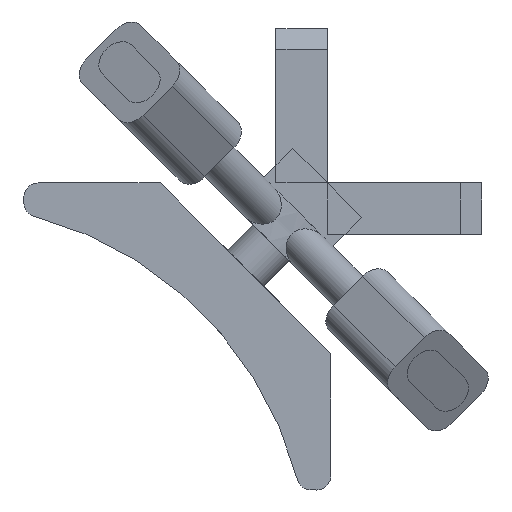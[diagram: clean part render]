
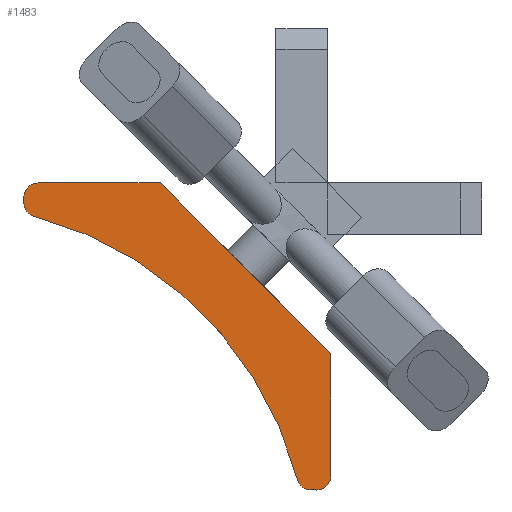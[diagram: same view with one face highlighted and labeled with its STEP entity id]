
A CAD part, left-side view. The second image highlights one B-rep face of the part: STEP entity #1483.
In plain terms, the highlighted planar face has unit normal (-1, 0, 0).
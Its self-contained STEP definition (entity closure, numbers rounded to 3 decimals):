
#1388 = EDGE_CURVE('',#1389,#1391,#1393,.T.);
#1389 = VERTEX_POINT('',#1390);
#1390 = CARTESIAN_POINT('',(-6.,-18.08,22.447));
#1391 = VERTEX_POINT('',#1392);
#1392 = CARTESIAN_POINT('',(-6.,18.08,22.447));
#1393 = CIRCLE('',#1394,36.);
#1394 = AXIS2_PLACEMENT_3D('',#1395,#1396,#1397);
#1395 = CARTESIAN_POINT('',(-6.,0.,53.578));
#1396 = DIRECTION('',(1.,0.,0.));
#1397 = DIRECTION('',(0.,1.,0.));
#1483 = ADVANCED_FACE('',(#1484),#1561,.F.);
#1484 = FACE_BOUND('',#1485,.F.);
#1485 = EDGE_LOOP('',(#1486,#1487,#1496,#1504,#1513,#1521,#1529,#1537,
    #1546,#1554));
#1486 = ORIENTED_EDGE('',*,*,#1388,.F.);
#1487 = ORIENTED_EDGE('',*,*,#1488,.T.);
#1488 = EDGE_CURVE('',#1389,#1489,#1491,.T.);
#1489 = VERTEX_POINT('',#1490);
#1490 = CARTESIAN_POINT('',(-6.,-19.773,22.227));
#1491 = CIRCLE('',#1492,1.4);
#1492 = AXIS2_PLACEMENT_3D('',#1493,#1494,#1495);
#1493 = CARTESIAN_POINT('',(-6.,-18.783,21.237));
#1494 = DIRECTION('',(1.,0.,0.));
#1495 = DIRECTION('',(0.,-1.,0.));
#1496 = ORIENTED_EDGE('',*,*,#1497,.T.);
#1497 = EDGE_CURVE('',#1489,#1498,#1500,.T.);
#1498 = VERTEX_POINT('',#1499);
#1499 = CARTESIAN_POINT('',(-6.,-20.131,21.869));
#1500 = LINE('',#1501,#1502);
#1501 = CARTESIAN_POINT('',(-6.,-19.,23.));
#1502 = VECTOR('',#1503,1.);
#1503 = DIRECTION('',(0.,-0.707,-0.707));
#1504 = ORIENTED_EDGE('',*,*,#1505,.T.);
#1505 = EDGE_CURVE('',#1498,#1506,#1508,.T.);
#1506 = VERTEX_POINT('',#1507);
#1507 = CARTESIAN_POINT('',(-6.,-20.131,19.889));
#1508 = CIRCLE('',#1509,1.4);
#1509 = AXIS2_PLACEMENT_3D('',#1510,#1511,#1512);
#1510 = CARTESIAN_POINT('',(-6.,-19.141,20.879));
#1511 = DIRECTION('',(1.,0.,0.));
#1512 = DIRECTION('',(0.,-1.,0.));
#1513 = ORIENTED_EDGE('',*,*,#1514,.T.);
#1514 = EDGE_CURVE('',#1506,#1515,#1517,.T.);
#1515 = VERTEX_POINT('',#1516);
#1516 = CARTESIAN_POINT('',(-6.,-11.743,11.5));
#1517 = LINE('',#1518,#1519);
#1518 = CARTESIAN_POINT('',(-6.,-21.121,20.879));
#1519 = VECTOR('',#1520,1.);
#1520 = DIRECTION('',(0.,0.707,-0.707));
#1521 = ORIENTED_EDGE('',*,*,#1522,.T.);
#1522 = EDGE_CURVE('',#1515,#1523,#1525,.T.);
#1523 = VERTEX_POINT('',#1524);
#1524 = CARTESIAN_POINT('',(-6.,11.743,11.5));
#1525 = LINE('',#1526,#1527);
#1526 = CARTESIAN_POINT('',(-6.,-11.743,11.5));
#1527 = VECTOR('',#1528,1.);
#1528 = DIRECTION('',(0.,1.,0.));
#1529 = ORIENTED_EDGE('',*,*,#1530,.T.);
#1530 = EDGE_CURVE('',#1523,#1531,#1533,.T.);
#1531 = VERTEX_POINT('',#1532);
#1532 = CARTESIAN_POINT('',(-6.,20.131,19.889));
#1533 = LINE('',#1534,#1535);
#1534 = CARTESIAN_POINT('',(-6.,11.743,11.5));
#1535 = VECTOR('',#1536,1.);
#1536 = DIRECTION('',(0.,0.707,0.707));
#1537 = ORIENTED_EDGE('',*,*,#1538,.F.);
#1538 = EDGE_CURVE('',#1539,#1531,#1541,.T.);
#1539 = VERTEX_POINT('',#1540);
#1540 = CARTESIAN_POINT('',(-6.,20.131,21.869));
#1541 = CIRCLE('',#1542,1.4);
#1542 = AXIS2_PLACEMENT_3D('',#1543,#1544,#1545);
#1543 = CARTESIAN_POINT('',(-6.,19.141,20.879));
#1544 = DIRECTION('',(-1.,0.,0.));
#1545 = DIRECTION('',(0.,-1.,0.));
#1546 = ORIENTED_EDGE('',*,*,#1547,.F.);
#1547 = EDGE_CURVE('',#1548,#1539,#1550,.T.);
#1548 = VERTEX_POINT('',#1549);
#1549 = CARTESIAN_POINT('',(-6.,19.773,22.227));
#1550 = LINE('',#1551,#1552);
#1551 = CARTESIAN_POINT('',(-6.,19.,23.));
#1552 = VECTOR('',#1553,1.);
#1553 = DIRECTION('',(0.,0.707,-0.707));
#1554 = ORIENTED_EDGE('',*,*,#1555,.F.);
#1555 = EDGE_CURVE('',#1391,#1548,#1556,.T.);
#1556 = CIRCLE('',#1557,1.4);
#1557 = AXIS2_PLACEMENT_3D('',#1558,#1559,#1560);
#1558 = CARTESIAN_POINT('',(-6.,18.783,21.237));
#1559 = DIRECTION('',(-1.,0.,0.));
#1560 = DIRECTION('',(0.,-1.,0.));
#1561 = PLANE('',#1562);
#1562 = AXIS2_PLACEMENT_3D('',#1563,#1564,#1565);
#1563 = CARTESIAN_POINT('',(-6.,0.,16.898));
#1564 = DIRECTION('',(1.,0.,0.));
#1565 = DIRECTION('',(0.,0.,1.));
